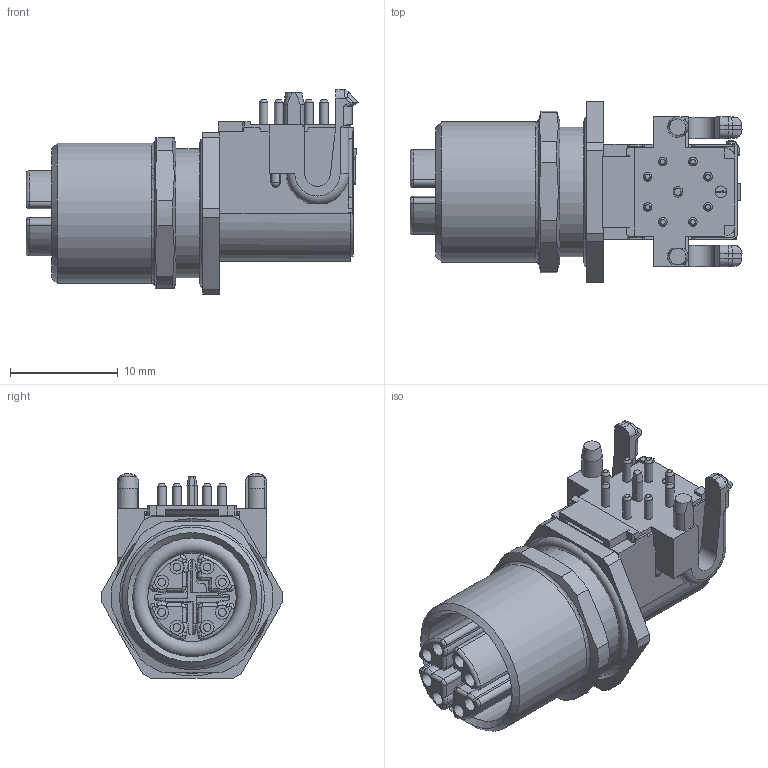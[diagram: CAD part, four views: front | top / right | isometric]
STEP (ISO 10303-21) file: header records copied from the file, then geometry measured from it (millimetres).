
FILE_DESCRIPTION(/* description */ (''),/* implementation_level */ '2;1');
FILE_NAME(/* name */ 'IE-WFKFSX8-P_12_S3540.stp',/* time_stamp */ '2016-02-10T08:23:52+01:00',/* author */ (''),/* organization */ (''),/* preprocessor_version */ 'ST-DEVELOPER v16',/* originating_system */ 'SIEMENS PLM Software NX 10.0',/* authorisation */ '');
FILE_SCHEMA (('AUTOMOTIVE_DESIGN { 1 0 10303 214 3 1 1 1 }'));
Length unit declared in the file: millimetre
Products named in the file (1): IE-WFKFSX8-P_12_S3540
Bounding box: 30.8 x 16.82 x 18.95 mm (x, y, z)
Volume: 3372.5 mm3; surface area: 2842 mm2
Topology: 1 solids, 1 shells, 579 faces, 1492 edges, 948 vertices
Faces by surface type: plane 280, cylinder 210, bspline 36, torus 27, cone 22, sphere 4
Full cylindrical faces by diameter (mm): 0.725 x8, 0.8 x8, 1.1 x1, 1.29 x8, 1.9 x1, 8.2 x1, 11 x1, 12 x1, 13 x1
Entity records: 19405 total; most frequent: CARTESIAN_POINT 5597, ORIENTED_EDGE 2854, DIRECTION 2837, EDGE_CURVE 1427, AXIS2_PLACEMENT_3D 999, VERTEX_POINT 934, LINE 839, VECTOR 839
